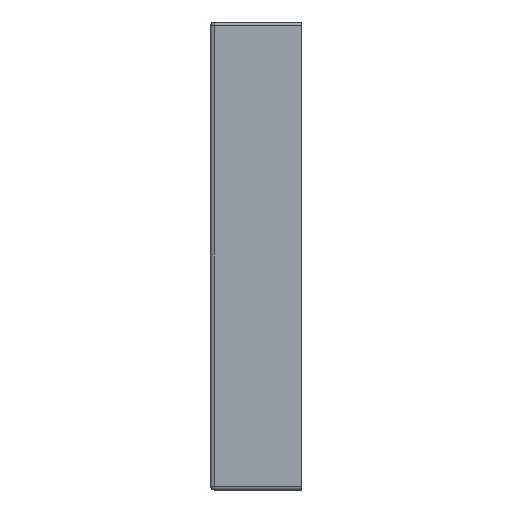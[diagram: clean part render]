
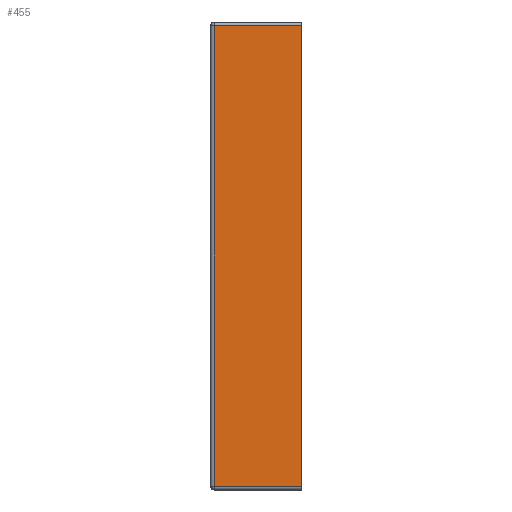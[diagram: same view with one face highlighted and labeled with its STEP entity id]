
A CAD part, left-side view. The second image highlights one B-rep face of the part: STEP entity #455.
In plain terms, the highlighted planar face has unit normal (-1, 0, 0).
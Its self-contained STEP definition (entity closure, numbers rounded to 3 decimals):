
#6 = DIRECTION ( 'NONE',  ( 0., 0., -1. ) ) ;
#250 = ORIENTED_EDGE ( 'NONE', *, *, #14293, .T. ) ;
#455 = ADVANCED_FACE ( 'NONE', ( #1999 ), #2181, .F. ) ;
#537 = VERTEX_POINT ( 'NONE', #8099 ) ;
#932 = DIRECTION ( 'NONE',  ( 0., 0., -1. ) ) ;
#1065 = DIRECTION ( 'NONE',  ( 0., 1., 0. ) ) ;
#1170 = CARTESIAN_POINT ( 'NONE',  ( -64.5, 25., -64.5 ) ) ;
#1493 = VERTEX_POINT ( 'NONE', #12532 ) ;
#1999 = FACE_OUTER_BOUND ( 'NONE', #3002, .T. ) ;
#2057 = VECTOR ( 'NONE', #1065, 1000. ) ;
#2129 = EDGE_CURVE ( 'NONE', #1493, #4960, #5936, .T. ) ;
#2137 = VECTOR ( 'NONE', #13369, 1000. ) ;
#2181 = PLANE ( 'NONE',  #6482 ) ;
#2408 = ORIENTED_EDGE ( 'NONE', *, *, #2129, .T. ) ;
#2860 = LINE ( 'NONE', #12978, #3943 ) ;
#3002 = EDGE_LOOP ( 'NONE', ( #4593, #2408, #3017, #250 ) ) ;
#3017 = ORIENTED_EDGE ( 'NONE', *, *, #3949, .T. ) ;
#3921 = VERTEX_POINT ( 'NONE', #11766 ) ;
#3943 = VECTOR ( 'NONE', #6122, 1000. ) ;
#3949 = EDGE_CURVE ( 'NONE', #4960, #3921, #2860, .T. ) ;
#4593 = ORIENTED_EDGE ( 'NONE', *, *, #7990, .T. ) ;
#4960 = VERTEX_POINT ( 'NONE', #5495 ) ;
#5495 = CARTESIAN_POINT ( 'NONE',  ( -64.5, 0., -63.5 ) ) ;
#5936 = LINE ( 'NONE', #13507, #2137 ) ;
#6122 = DIRECTION ( 'NONE',  ( 0., 0., 1. ) ) ;
#6482 = AXIS2_PLACEMENT_3D ( 'NONE', #1170, #11404, #6 ) ;
#7990 = EDGE_CURVE ( 'NONE', #537, #1493, #11996, .T. ) ;
#8099 = CARTESIAN_POINT ( 'NONE',  ( -64.5, 24., 63.5 ) ) ;
#10855 = LINE ( 'NONE', #13713, #2057 ) ;
#11404 = DIRECTION ( 'NONE',  ( 1., 0., 0. ) ) ;
#11766 = CARTESIAN_POINT ( 'NONE',  ( -64.5, 0., 63.5 ) ) ;
#11996 = LINE ( 'NONE', #12320, #14721 ) ;
#12320 = CARTESIAN_POINT ( 'NONE',  ( -64.5, 24., -64.5 ) ) ;
#12532 = CARTESIAN_POINT ( 'NONE',  ( -64.5, 24., -63.5 ) ) ;
#12978 = CARTESIAN_POINT ( 'NONE',  ( -64.5, 0., -64.5 ) ) ;
#13369 = DIRECTION ( 'NONE',  ( 0., -1., 0. ) ) ;
#13507 = CARTESIAN_POINT ( 'NONE',  ( -64.5, 25., -63.5 ) ) ;
#13713 = CARTESIAN_POINT ( 'NONE',  ( -64.5, 25., 63.5 ) ) ;
#14293 = EDGE_CURVE ( 'NONE', #3921, #537, #10855, .T. ) ;
#14721 = VECTOR ( 'NONE', #932, 1000. ) ;
